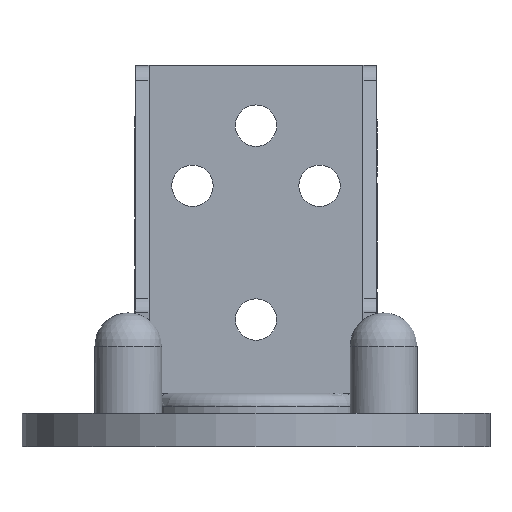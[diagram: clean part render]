
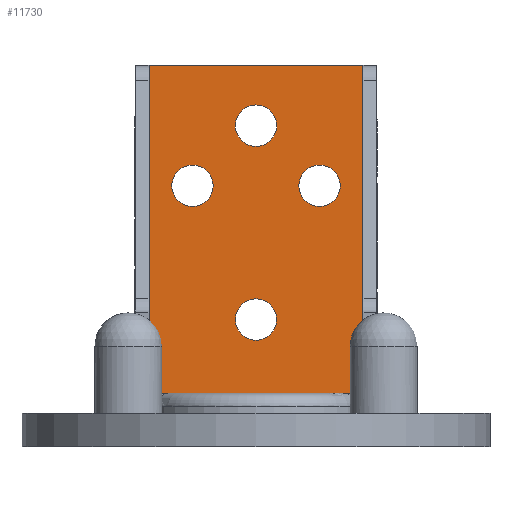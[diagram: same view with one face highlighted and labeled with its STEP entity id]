
A CAD part, front view. The second image highlights one B-rep face of the part: STEP entity #11730.
In plain terms, the highlighted planar face has unit normal (0, -1, 0).
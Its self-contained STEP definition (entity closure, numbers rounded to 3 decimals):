
#106=FACE_BOUND('',#1904,.T.);
#107=FACE_BOUND('',#1905,.T.);
#108=FACE_BOUND('',#1906,.T.);
#109=FACE_BOUND('',#1907,.T.);
#601=PLANE('',#12652);
#1220=FACE_OUTER_BOUND('',#1903,.T.);
#1903=EDGE_LOOP('',(#10905,#10906,#10907,#10908));
#1904=EDGE_LOOP('',(#10909));
#1905=EDGE_LOOP('',(#10910));
#1906=EDGE_LOOP('',(#10911));
#1907=EDGE_LOOP('',(#10912));
#3211=LINE('',#18932,#4571);
#3271=LINE('',#19178,#4631);
#3277=LINE('',#19199,#4637);
#3283=LINE('',#19248,#4643);
#4571=VECTOR('',#15489,10.);
#4631=VECTOR('',#15715,10.);
#4637=VECTOR('',#15735,10.);
#4643=VECTOR('',#15813,10.);
#4842=CIRCLE('',#12488,3.1);
#4844=CIRCLE('',#12491,3.1);
#4846=CIRCLE('',#12494,3.1);
#4848=CIRCLE('',#12497,3.1);
#5907=VERTEX_POINT('',#18803);
#5909=VERTEX_POINT('',#18809);
#5911=VERTEX_POINT('',#18815);
#5913=VERTEX_POINT('',#18821);
#5949=VERTEX_POINT('',#18929);
#5950=VERTEX_POINT('',#18931);
#6013=VERTEX_POINT('',#19176);
#6021=VERTEX_POINT('',#19198);
#7488=EDGE_CURVE('',#5907,#5907,#4842,.T.);
#7491=EDGE_CURVE('',#5909,#5909,#4844,.T.);
#7494=EDGE_CURVE('',#5911,#5911,#4846,.T.);
#7497=EDGE_CURVE('',#5913,#5913,#4848,.T.);
#7546=EDGE_CURVE('',#5949,#5950,#3211,.T.);
#7647=EDGE_CURVE('',#5949,#6013,#3271,.T.);
#7657=EDGE_CURVE('',#6021,#5950,#3277,.T.);
#7681=EDGE_CURVE('',#6013,#6021,#3283,.T.);
#10905=ORIENTED_EDGE('',*,*,#7647,.T.);
#10906=ORIENTED_EDGE('',*,*,#7681,.T.);
#10907=ORIENTED_EDGE('',*,*,#7657,.T.);
#10908=ORIENTED_EDGE('',*,*,#7546,.F.);
#10909=ORIENTED_EDGE('',*,*,#7488,.T.);
#10910=ORIENTED_EDGE('',*,*,#7491,.T.);
#10911=ORIENTED_EDGE('',*,*,#7494,.T.);
#10912=ORIENTED_EDGE('',*,*,#7497,.T.);
#11730=ADVANCED_FACE('',(#1220,#106,#107,#108,#109),#601,.T.);
#12488=AXIS2_PLACEMENT_3D('',#18804,#15386,#15387);
#12491=AXIS2_PLACEMENT_3D('',#18810,#15393,#15394);
#12494=AXIS2_PLACEMENT_3D('',#18816,#15400,#15401);
#12497=AXIS2_PLACEMENT_3D('',#18822,#15407,#15408);
#12652=AXIS2_PLACEMENT_3D('',#19247,#15811,#15812);
#15386=DIRECTION('center_axis',(0.,1.,0.));
#15387=DIRECTION('ref_axis',(-1.,0.,0.));
#15393=DIRECTION('center_axis',(0.,1.,0.));
#15394=DIRECTION('ref_axis',(-1.,0.,0.));
#15400=DIRECTION('center_axis',(0.,1.,0.));
#15401=DIRECTION('ref_axis',(-1.,0.,0.));
#15407=DIRECTION('center_axis',(0.,1.,0.));
#15408=DIRECTION('ref_axis',(-1.,0.,0.));
#15489=DIRECTION('',(-1.,0.,0.));
#15715=DIRECTION('',(0.,0.,1.));
#15735=DIRECTION('',(0.,0.,-1.));
#15811=DIRECTION('center_axis',(0.,-1.,0.));
#15812=DIRECTION('ref_axis',(0.,0.,-1.));
#15813=DIRECTION('',(-1.,0.,0.));
#18803=CARTESIAN_POINT('',(3.1,48.5,19.));
#18804=CARTESIAN_POINT('Origin',(0.,48.5,19.));
#18809=CARTESIAN_POINT('',(12.6,48.5,39.));
#18810=CARTESIAN_POINT('Origin',(9.5,48.5,39.));
#18815=CARTESIAN_POINT('',(-6.4,48.5,39.));
#18816=CARTESIAN_POINT('Origin',(-9.5,48.5,39.));
#18821=CARTESIAN_POINT('',(3.1,48.5,48.));
#18822=CARTESIAN_POINT('Origin',(0.,48.5,48.));
#18929=CARTESIAN_POINT('',(16.,48.5,2.));
#18931=CARTESIAN_POINT('',(-16.,48.5,2.));
#18932=CARTESIAN_POINT('',(9.,48.5,2.));
#19176=CARTESIAN_POINT('',(16.,48.5,57.));
#19178=CARTESIAN_POINT('',(16.,48.5,0.));
#19198=CARTESIAN_POINT('',(-16.,48.5,57.));
#19199=CARTESIAN_POINT('',(-16.,48.5,0.));
#19247=CARTESIAN_POINT('Origin',(18.,48.5,0.));
#19248=CARTESIAN_POINT('',(18.,48.5,57.));
